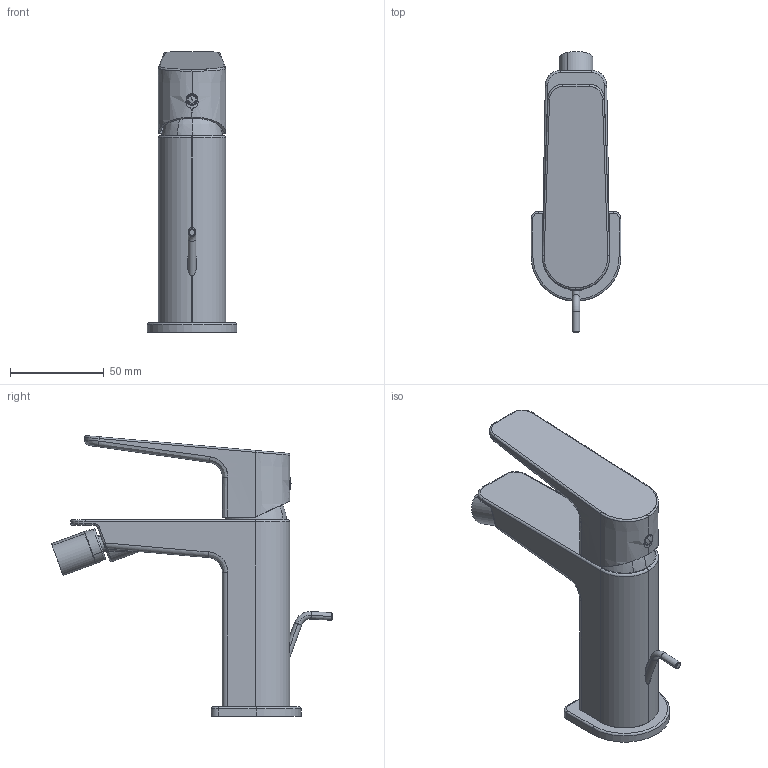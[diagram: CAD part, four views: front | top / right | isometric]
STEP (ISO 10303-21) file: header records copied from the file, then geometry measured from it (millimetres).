
FILE_DESCRIPTION(('CATIA V5 STEP Exchange','CAx-IF Rec.Pracs.--- Model Styling and Organization---1.5--- 2016-08-15','CAx-IF Rec.Pracs.---Supplemental Geometry---1.0---2011-11-01','CAx-IF Rec.Pracs.--- Composite Materials ---3.4---2017-06-13','CAx-IF Rec.Pracs.---Tessellated 3D Geometry---1.0---2015-12-17'),'2;1');
FILE_NAME('RK000554.stp','2023-10-04T14:59:23+00:00',('none'),('none'),'CATIA Version 5-6 Release 2020 SP2','CATIA V5 STEP AP242 v2','none');
FILE_SCHEMA(('AP242_MANAGED_MODEL_BASED_3D_ENGINEERING_MIM_LF {1 0 10303 442 1 1 4}'));
Length unit declared in the file: millimetre
Products named in the file (1): PR.0530.04_AllCATPart
Bounding box: 48 x 149.87 x 149.8 mm (x, y, z)
Volume: 13374.1 mm3; surface area: 44417.2 mm2
Topology: 8 solids, 110 shells, 375 faces, 1216 edges, 969 vertices
Faces by surface type: cylinder 145, plane 93, bspline 50, cone 44, torus 35, revolution 4, sphere 4
Entity records: 19162 total; most frequent: CARTESIAN_POINT 9839, ORIENTED_EDGE 1895, DIRECTION 1251, EDGE_CURVE 1210, VERTEX_POINT 969, AXIS2_PLACEMENT_3D 627, EDGE_LOOP 405, CIRCLE 393
